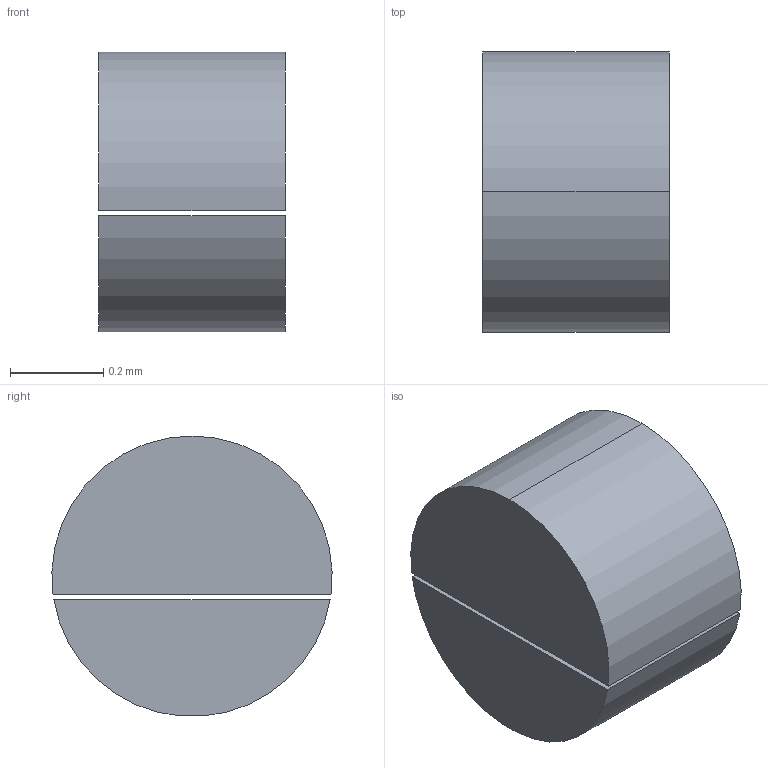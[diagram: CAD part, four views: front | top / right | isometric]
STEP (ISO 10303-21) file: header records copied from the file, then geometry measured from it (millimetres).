
FILE_DESCRIPTION(('Open CASCADE Model'),'2;1');
FILE_NAME('Open CASCADE Shape Model','2021-12-10T15:04:18',('Author'),( 'Open CASCADE'),'Open CASCADE STEP processor 7.3','Open CASCADE 7.3' ,'Unknown');
FILE_SCHEMA(('AUTOMOTIVE_DESIGN { 1 0 10303 214 1 1 1 1 }'));
Length unit declared in the file: millimetre
Products named in the file (39): Open CASCADE STEP translator 7.3 1; Open CASCADE STEP translator 7.3 1.1; Open CASCADE STEP translator 7.3 1.2; Open CASCADE STEP translator 7.3 1.3; Open CASCADE STEP translator 7.3 1.4; Open CASCADE STEP translator 7.3 1.5; Open CASCADE STEP translator 7.3 1.6; Open CASCADE STEP translator 7.3 1.7; Open CASCADE STEP translator 7.3 1.8; Open CASCADE STEP translator 7.3 1.9; Open CASCADE STEP translator 7.3 1.10; Open CASCADE STEP translator 7.3 1.11; Open CASCADE STEP translator 7.3 1.12; Open CASCADE STEP translator 7.3 1.13; Open CASCADE STEP translator 7.3 1.14; Open CASCADE STEP translator 7.3 1.15; Open CASCADE STEP translator 7.3 1.16; Open CASCADE STEP translator 7.3 1.17; Open CASCADE STEP translator 7.3 1.18; Open CASCADE STEP translator 7.3 1.19; Open CASCADE STEP translator 7.3 1.20; Open CASCADE STEP translator 7.3 1.21; Open CASCADE STEP translator 7.3 1.22; Open CASCADE STEP translator 7.3 1.23; Open CASCADE STEP translator 7.3 1.24; Open CASCADE STEP translator 7.3 1.25; Open CASCADE STEP translator 7.3 1.26; Open CASCADE STEP translator 7.3 1.27; Open CASCADE STEP translator 7.3 1.28; Open CASCADE STEP translator 7.3 1.29; Open CASCADE STEP translator 7.3 1.30; Open CASCADE STEP translator 7.3 1.31; Open CASCADE STEP translator 7.3 1.32; Open CASCADE STEP translator 7.3 1.33; Open CASCADE STEP translator 7.3 1.34; Open CASCADE STEP translator 7.3 1.35; Open CASCADE STEP translator 7.3 1.36; Open CASCADE STEP translator 7.3 1.37; Open CASCADE STEP translator 7.3 1.38
Assembly tree (38 placements, depth 2):
  Open CASCADE STEP translator 7.3 1
    Open CASCADE STEP translator 7.3 1.1
    Open CASCADE STEP translator 7.3 1.2
    Open CASCADE STEP translator 7.3 1.3
    Open CASCADE STEP translator 7.3 1.4
    Open CASCADE STEP translator 7.3 1.5
    Open CASCADE STEP translator 7.3 1.6
    Open CASCADE STEP translator 7.3 1.7
    Open CASCADE STEP translator 7.3 1.8
    Open CASCADE STEP translator 7.3 1.9
    Open CASCADE STEP translator 7.3 1.10
    Open CASCADE STEP translator 7.3 1.11
    Open CASCADE STEP translator 7.3 1.12
    Open CASCADE STEP translator 7.3 1.13
    Open CASCADE STEP translator 7.3 1.14
    Open CASCADE STEP translator 7.3 1.15
    Open CASCADE STEP translator 7.3 1.16
    Open CASCADE STEP translator 7.3 1.17
    Open CASCADE STEP translator 7.3 1.18
    Open CASCADE STEP translator 7.3 1.19
    Open CASCADE STEP translator 7.3 1.20
    Open CASCADE STEP translator 7.3 1.21
    Open CASCADE STEP translator 7.3 1.22
    Open CASCADE STEP translator 7.3 1.23
    Open CASCADE STEP translator 7.3 1.24
    Open CASCADE STEP translator 7.3 1.25
    Open CASCADE STEP translator 7.3 1.26
    Open CASCADE STEP translator 7.3 1.27
    Open CASCADE STEP translator 7.3 1.28
    Open CASCADE STEP translator 7.3 1.29
    Open CASCADE STEP translator 7.3 1.30
    Open CASCADE STEP translator 7.3 1.31
    Open CASCADE STEP translator 7.3 1.32
    Open CASCADE STEP translator 7.3 1.33
    Open CASCADE STEP translator 7.3 1.34
    Open CASCADE STEP translator 7.3 1.35
    Open CASCADE STEP translator 7.3 1.36
    Open CASCADE STEP translator 7.3 1.37
    Open CASCADE STEP translator 7.3 1.38
Bounding box: 0.4 x 0.6 x 0.6 mm (x, y, z)
Volume: 0.1 mm3; surface area: 5.3 mm2
Topology: 2 solids, 13 shells, 27 faces, 105 edges, 150 vertices
Faces by surface type: plane 18, cylinder 9
Entity records: 2376 total; most frequent: CARTESIAN_POINT 459, DIRECTION 321, AXIS2_PLACEMENT_3D 108, ORIENTED_EDGE 90, PCURVE 90, DEFINITIONAL_REPRESENTATION 90, LINE 87, VECTOR 87
